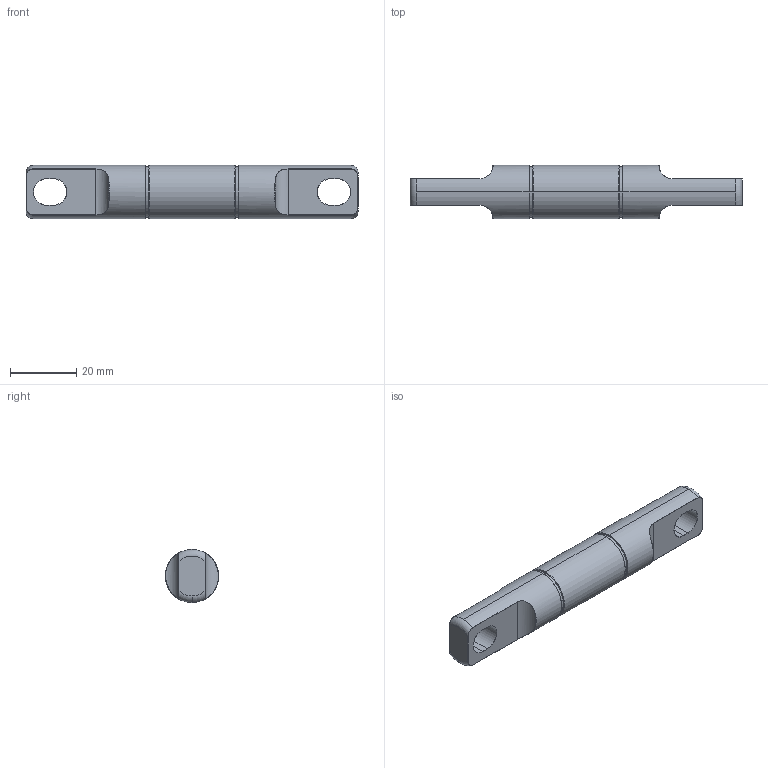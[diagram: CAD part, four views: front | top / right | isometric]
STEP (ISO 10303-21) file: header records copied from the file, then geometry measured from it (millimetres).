
FILE_DESCRIPTION (( 'STEP AP214' ), '1' );
FILE_NAME ('Axe.STEP', '2024-08-21T07:02:34', ( '' ), ( '' ), 'SwSTEP 2.0', 'SolidWorks 2021', '' );
FILE_SCHEMA (( 'AUTOMOTIVE_DESIGN' ));
Length unit declared in the file: millimetre
Products named in the file (1): Axe
Bounding box: 100 x 16 x 16 mm (x, y, z)
Volume: 15214.5 mm3; surface area: 5296.3 mm2
Topology: 1 solids, 1 shells, 101 faces, 227 edges, 132 vertices
Faces by surface type: cylinder 38, torus 33, bspline 16, plane 14
Entity records: 4284 total; most frequent: CARTESIAN_POINT 2021, DIRECTION 500, ORIENTED_EDGE 454, EDGE_CURVE 227, AXIS2_PLACEMENT_3D 219, CIRCLE 133, VERTEX_POINT 132, EDGE_LOOP 109
